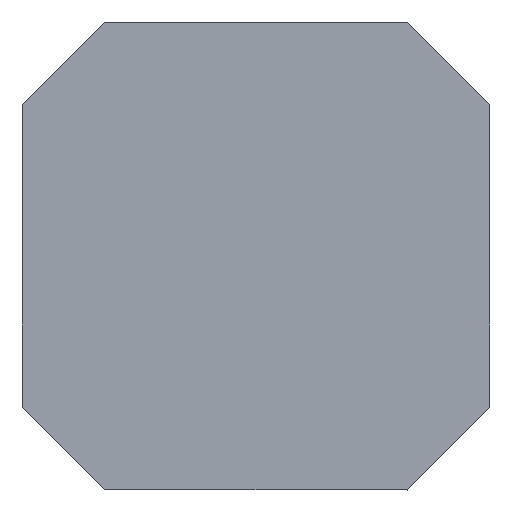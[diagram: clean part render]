
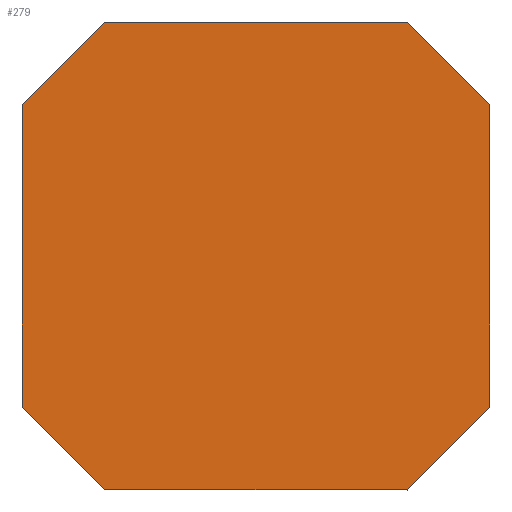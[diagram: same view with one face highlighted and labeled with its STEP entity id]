
A CAD part, top view. The second image highlights one B-rep face of the part: STEP entity #279.
In plain terms, the highlighted planar face has unit normal (0, 0, 1).
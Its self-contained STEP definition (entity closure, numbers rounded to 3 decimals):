
#29=FACE_OUTER_BOUND('',#45,.T.);
#45=EDGE_LOOP('',(#235,#236,#237,#238,#239,#240,#241,#242));
#61=LINE('',#411,#97);
#64=LINE('',#417,#100);
#67=LINE('',#423,#103);
#70=LINE('',#429,#106);
#73=LINE('',#435,#109);
#76=LINE('',#441,#112);
#79=LINE('',#447,#115);
#82=LINE('',#451,#118);
#97=VECTOR('',#338,10.);
#100=VECTOR('',#343,10.);
#103=VECTOR('',#348,10.);
#106=VECTOR('',#353,10.);
#109=VECTOR('',#358,10.);
#112=VECTOR('',#363,10.);
#115=VECTOR('',#368,10.);
#118=VECTOR('',#373,10.);
#129=VERTEX_POINT('',#408);
#130=VERTEX_POINT('',#410);
#132=VERTEX_POINT('',#416);
#134=VERTEX_POINT('',#422);
#136=VERTEX_POINT('',#428);
#138=VERTEX_POINT('',#434);
#140=VERTEX_POINT('',#440);
#142=VERTEX_POINT('',#446);
#157=EDGE_CURVE('',#130,#129,#61,.T.);
#160=EDGE_CURVE('',#132,#130,#64,.T.);
#163=EDGE_CURVE('',#134,#132,#67,.T.);
#166=EDGE_CURVE('',#136,#134,#70,.T.);
#169=EDGE_CURVE('',#138,#136,#73,.T.);
#172=EDGE_CURVE('',#140,#138,#76,.T.);
#175=EDGE_CURVE('',#142,#140,#79,.T.);
#178=EDGE_CURVE('',#129,#142,#82,.T.);
#235=ORIENTED_EDGE('',*,*,#178,.T.);
#236=ORIENTED_EDGE('',*,*,#175,.T.);
#237=ORIENTED_EDGE('',*,*,#172,.T.);
#238=ORIENTED_EDGE('',*,*,#169,.T.);
#239=ORIENTED_EDGE('',*,*,#166,.T.);
#240=ORIENTED_EDGE('',*,*,#163,.T.);
#241=ORIENTED_EDGE('',*,*,#160,.T.);
#242=ORIENTED_EDGE('',*,*,#157,.T.);
#264=PLANE('',#308);
#279=ADVANCED_FACE('',(#29),#264,.T.);
#308=AXIS2_PLACEMENT_3D('',#452,#374,#375);
#338=DIRECTION('',(-0.707,-0.707,0.));
#343=DIRECTION('',(-1.,0.,0.));
#348=DIRECTION('',(-0.707,0.707,0.));
#353=DIRECTION('',(0.,1.,0.));
#358=DIRECTION('',(0.707,0.707,0.));
#363=DIRECTION('',(1.,0.,0.));
#368=DIRECTION('',(0.707,-0.707,0.));
#373=DIRECTION('',(0.,-1.,0.));
#374=DIRECTION('center_axis',(0.,0.,1.));
#375=DIRECTION('ref_axis',(1.,0.,0.));
#408=CARTESIAN_POINT('',(-4.25,2.75,3.));
#410=CARTESIAN_POINT('',(-2.75,4.25,3.));
#411=CARTESIAN_POINT('',(-2.75,4.25,3.));
#416=CARTESIAN_POINT('',(2.75,4.25,3.));
#417=CARTESIAN_POINT('',(-2.75,4.25,3.));
#422=CARTESIAN_POINT('',(4.25,2.75,3.));
#423=CARTESIAN_POINT('',(2.75,4.25,3.));
#428=CARTESIAN_POINT('',(4.25,-2.75,3.));
#429=CARTESIAN_POINT('',(4.25,2.75,3.));
#434=CARTESIAN_POINT('',(2.75,-4.25,3.));
#435=CARTESIAN_POINT('',(4.25,-2.75,3.));
#440=CARTESIAN_POINT('',(-2.75,-4.25,3.));
#441=CARTESIAN_POINT('',(2.75,-4.25,3.));
#446=CARTESIAN_POINT('',(-4.25,-2.75,3.));
#447=CARTESIAN_POINT('',(-4.25,-2.75,3.));
#451=CARTESIAN_POINT('',(-4.25,2.75,3.));
#452=CARTESIAN_POINT('Origin',(0.,0.,
3.));
